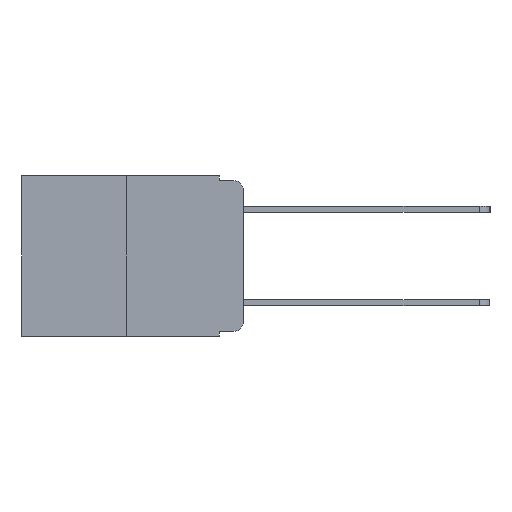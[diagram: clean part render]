
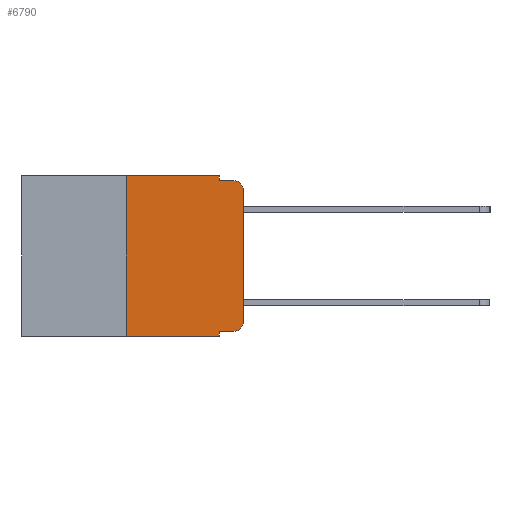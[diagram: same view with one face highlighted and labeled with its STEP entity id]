
A CAD part, left-side view. The second image highlights one B-rep face of the part: STEP entity #6790.
In plain terms, the highlighted planar face has unit normal (-1, 0, 0).
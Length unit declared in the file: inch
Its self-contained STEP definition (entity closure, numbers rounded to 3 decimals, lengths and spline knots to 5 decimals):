
#31 = EDGE_CURVE ( 'NONE', #323, #3877, #11762, .T. ) ;
#323 = VERTEX_POINT ( 'NONE', #10489 ) ;
#351 = LINE ( 'NONE', #12103, #13418 ) ;
#519 = ORIENTED_EDGE ( 'NONE', *, *, #4974, .T. ) ;
#786 = CARTESIAN_POINT ( 'NONE',  ( 0., 0.25, -0.343 ) ) ;
#824 = DIRECTION ( 'NONE',  ( 0., 0., 1. ) ) ;
#1004 = VERTEX_POINT ( 'NONE', #13446 ) ;
#1036 = CARTESIAN_POINT ( 'NONE',  ( 0., 0.473, 0. ) ) ;
#1079 = CARTESIAN_POINT ( 'NONE',  ( 0., 0.051, 0. ) ) ;
#1103 = EDGE_CURVE ( 'NONE', #7615, #323, #13912, .T. ) ;
#1147 = VERTEX_POINT ( 'NONE', #6102 ) ;
#1363 = CARTESIAN_POINT ( 'NONE',  ( 0., 0.25, 0. ) ) ;
#1656 = CARTESIAN_POINT ( 'NONE',  ( 0., 0.02, -0.313 ) ) ;
#1986 = DIRECTION ( 'NONE',  ( 0., 0., 1. ) ) ;
#2405 = PLANE ( 'NONE',  #6633 ) ;
#2509 = DIRECTION ( 'NONE',  ( 0., 0., -1. ) ) ;
#2675 = ORIENTED_EDGE ( 'NONE', *, *, #1103, .T. ) ;
#2812 = CARTESIAN_POINT ( 'NONE',  ( 0., 0.473, -0.343 ) ) ;
#3027 = DIRECTION ( 'NONE',  ( 0., 0., -1. ) ) ;
#3159 = VERTEX_POINT ( 'NONE', #8512 ) ;
#3162 = ORIENTED_EDGE ( 'NONE', *, *, #5834, .F. ) ;
#3593 = CARTESIAN_POINT ( 'NONE',  ( 0., 0.051, -0.343 ) ) ;
#3597 = CARTESIAN_POINT ( 'NONE',  ( 0., 0.02, -0.01 ) ) ;
#3877 = VERTEX_POINT ( 'NONE', #3597 ) ;
#4166 = EDGE_CURVE ( 'NONE', #4585, #7615, #12884, .T. ) ;
#4585 = VERTEX_POINT ( 'NONE', #6433 ) ;
#4974 = EDGE_CURVE ( 'NONE', #1147, #4585, #14316, .T. ) ;
#5028 = VECTOR ( 'NONE', #7847, 39.37008 ) ;
#5039 = DIRECTION ( 'NONE',  ( 1., 0., 0. ) ) ;
#5562 = VECTOR ( 'NONE', #824, 39.37008 ) ;
#5834 = EDGE_CURVE ( 'NONE', #1147, #10603, #13747, .T. ) ;
#6064 = LINE ( 'NONE', #2812, #15280 ) ;
#6102 = CARTESIAN_POINT ( 'NONE',  ( 0., 0.051, -0.333 ) ) ;
#6173 = DIRECTION ( 'NONE',  ( 0., 0., -1. ) ) ;
#6433 = CARTESIAN_POINT ( 'NONE',  ( 0., 0.02, -0.333 ) ) ;
#6507 = ORIENTED_EDGE ( 'NONE', *, *, #7491, .F. ) ;
#6633 = AXIS2_PLACEMENT_3D ( 'NONE', #1036, #5039, #13543 ) ;
#6677 = EDGE_CURVE ( 'NONE', #11560, #13159, #12437, .T. ) ;
#6790 = ADVANCED_FACE ( 'NONE', ( #7701 ), #2405, .F. ) ;
#7491 = EDGE_CURVE ( 'NONE', #1004, #3159, #11304, .T. ) ;
#7615 = VERTEX_POINT ( 'NONE', #14947 ) ;
#7701 = FACE_OUTER_BOUND ( 'NONE', #14736, .T. ) ;
#7847 = DIRECTION ( 'NONE',  ( 0., -1., 0. ) ) ;
#7944 = VECTOR ( 'NONE', #9462, 39.37008 ) ;
#8081 = VECTOR ( 'NONE', #2509, 39.37008 ) ;
#8512 = CARTESIAN_POINT ( 'NONE',  ( 0., 0.051, -0.01 ) ) ;
#8637 = EDGE_CURVE ( 'NONE', #13159, #1004, #351, .T. ) ;
#9462 = DIRECTION ( 'NONE',  ( 0., -1., 0. ) ) ;
#9742 = ORIENTED_EDGE ( 'NONE', *, *, #31, .T. ) ;
#10248 = DIRECTION ( 'NONE',  ( 0., 0., -1. ) ) ;
#10298 = DIRECTION ( 'NONE',  ( -1., 0., 0. ) ) ;
#10453 = DIRECTION ( 'NONE',  ( -1., 0., 0. ) ) ;
#10489 = CARTESIAN_POINT ( 'NONE',  ( 0., 0., -0.03 ) ) ;
#10544 = CARTESIAN_POINT ( 'NONE',  ( 0., 0.051, -0.01 ) ) ;
#10603 = VERTEX_POINT ( 'NONE', #3593 ) ;
#10874 = ORIENTED_EDGE ( 'NONE', *, *, #8637, .F. ) ;
#11304 = LINE ( 'NONE', #1079, #8081 ) ;
#11520 = VECTOR ( 'NONE', #1986, 39.37008 ) ;
#11560 = VERTEX_POINT ( 'NONE', #786 ) ;
#11561 = CARTESIAN_POINT ( 'NONE',  ( 0., 0.02, -0.03 ) ) ;
#11762 = CIRCLE ( 'NONE', #16067, 0.02 ) ;
#12103 = CARTESIAN_POINT ( 'NONE',  ( 0., 0.473, 0. ) ) ;
#12156 = CARTESIAN_POINT ( 'NONE',  ( 0., 0.25, 0. ) ) ;
#12239 = CARTESIAN_POINT ( 'NONE',  ( 0., 0.051, 0. ) ) ;
#12437 = LINE ( 'NONE', #12156, #5562 ) ;
#12884 = CIRCLE ( 'NONE', #15429, 0.02 ) ;
#12989 = CARTESIAN_POINT ( 'NONE',  ( 0., 0., 0. ) ) ;
#13159 = VERTEX_POINT ( 'NONE', #1363 ) ;
#13376 = VECTOR ( 'NONE', #6173, 39.37008 ) ;
#13418 = VECTOR ( 'NONE', #14458, 39.37008 ) ;
#13446 = CARTESIAN_POINT ( 'NONE',  ( 0., 0.051, 0. ) ) ;
#13543 = DIRECTION ( 'NONE',  ( 0., 0., -1. ) ) ;
#13729 = ORIENTED_EDGE ( 'NONE', *, *, #4166, .T. ) ;
#13747 = LINE ( 'NONE', #12239, #13376 ) ;
#13845 = ORIENTED_EDGE ( 'NONE', *, *, #13852, .T. ) ;
#13852 = EDGE_CURVE ( 'NONE', #11560, #10603, #6064, .T. ) ;
#13912 = LINE ( 'NONE', #12989, #11520 ) ;
#14027 = ORIENTED_EDGE ( 'NONE', *, *, #15486, .F. ) ;
#14316 = LINE ( 'NONE', #15372, #7944 ) ;
#14458 = DIRECTION ( 'NONE',  ( 0., -1., 0. ) ) ;
#14681 = LINE ( 'NONE', #10544, #5028 ) ;
#14736 = EDGE_LOOP ( 'NONE', ( #2675, #9742, #14027, #6507, #10874, #15837, #13845, #3162, #519, #13729 ) ) ;
#14947 = CARTESIAN_POINT ( 'NONE',  ( 0., 0., -0.313 ) ) ;
#15280 = VECTOR ( 'NONE', #16182, 39.37008 ) ;
#15372 = CARTESIAN_POINT ( 'NONE',  ( 0., 0.051, -0.333 ) ) ;
#15429 = AXIS2_PLACEMENT_3D ( 'NONE', #1656, #10453, #3027 ) ;
#15486 = EDGE_CURVE ( 'NONE', #3159, #3877, #14681, .T. ) ;
#15837 = ORIENTED_EDGE ( 'NONE', *, *, #6677, .F. ) ;
#16067 = AXIS2_PLACEMENT_3D ( 'NONE', #11561, #10298, #10248 ) ;
#16182 = DIRECTION ( 'NONE',  ( 0., -1., 0. ) ) ;
